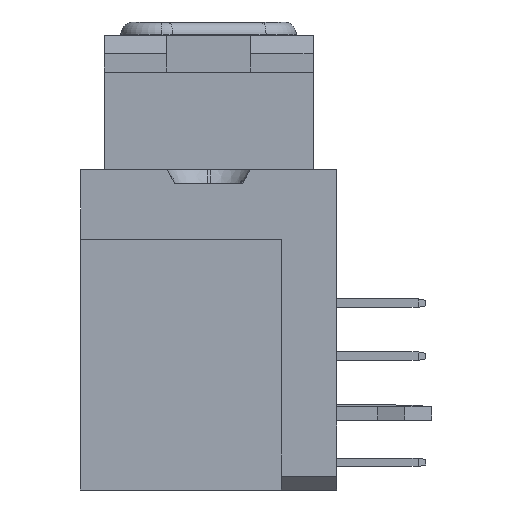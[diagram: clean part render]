
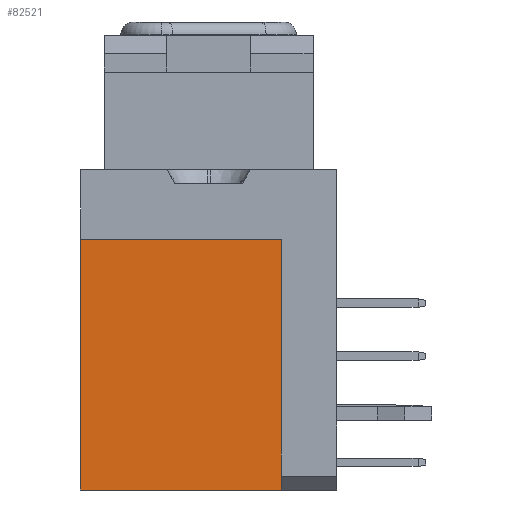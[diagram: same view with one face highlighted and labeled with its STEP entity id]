
A CAD part, left-side view. The second image highlights one B-rep face of the part: STEP entity #82521.
In plain terms, the highlighted planar face has unit normal (-1, 0, 0).
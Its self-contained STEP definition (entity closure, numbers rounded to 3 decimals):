
#4230 = LINE ( 'NONE', #87852, #20171 ) ;
#11592 = ORIENTED_EDGE ( 'NONE', *, *, #44340, .F. ) ;
#16700 = CARTESIAN_POINT ( 'NONE',  ( -26.033, 4.6, -7.8 ) ) ;
#18959 = CARTESIAN_POINT ( 'NONE',  ( -26.033, -2.6, -16.8 ) ) ;
#20171 = VECTOR ( 'NONE', #65671, 1000. ) ;
#20496 = DIRECTION ( 'NONE',  ( 0., 0., -1. ) ) ;
#21016 = EDGE_CURVE ( 'NONE', #38717, #73284, #34098, .T. ) ;
#25928 = FACE_OUTER_BOUND ( 'NONE', #86695, .T. ) ;
#30453 = VERTEX_POINT ( 'NONE', #18959 ) ;
#33678 = AXIS2_PLACEMENT_3D ( 'NONE', #66250, #56693, #33981 ) ;
#33981 = DIRECTION ( 'NONE',  ( 0., 0., -1. ) ) ;
#34098 = LINE ( 'NONE', #81465, #52437 ) ;
#36120 = DIRECTION ( 'NONE',  ( 0., -1., 0. ) ) ;
#37109 = CARTESIAN_POINT ( 'NONE',  ( -26.033, -2.6, -7.8 ) ) ;
#38717 = VERTEX_POINT ( 'NONE', #16700 ) ;
#44340 = EDGE_CURVE ( 'NONE', #70219, #30453, #4230, .T. ) ;
#49641 = ORIENTED_EDGE ( 'NONE', *, *, #21016, .T. ) ;
#52437 = VECTOR ( 'NONE', #20496, 1000. ) ;
#53160 = CARTESIAN_POINT ( 'NONE',  ( -26.033, -2.6, -7.8 ) ) ;
#54153 = DIRECTION ( 'NONE',  ( 0., -1., 0. ) ) ;
#56693 = DIRECTION ( 'NONE',  ( 1., 0., 0. ) ) ;
#58326 = EDGE_CURVE ( 'NONE', #38717, #70219, #78288, .T. ) ;
#61430 = CARTESIAN_POINT ( 'NONE',  ( -26.033, 4.6, -16.8 ) ) ;
#64747 = PLANE ( 'NONE',  #33678 ) ;
#65671 = DIRECTION ( 'NONE',  ( 0., 0., -1. ) ) ;
#66250 = CARTESIAN_POINT ( 'NONE',  ( -26.033, -2.6, -7.8 ) ) ;
#68164 = VECTOR ( 'NONE', #54153, 1000. ) ;
#70219 = VERTEX_POINT ( 'NONE', #37109 ) ;
#73284 = VERTEX_POINT ( 'NONE', #61430 ) ;
#75169 = ORIENTED_EDGE ( 'NONE', *, *, #58326, .F. ) ;
#76781 = ORIENTED_EDGE ( 'NONE', *, *, #80717, .T. ) ;
#78288 = LINE ( 'NONE', #53160, #68164 ) ;
#80717 = EDGE_CURVE ( 'NONE', #73284, #30453, #90032, .T. ) ;
#81465 = CARTESIAN_POINT ( 'NONE',  ( -26.033, 4.6, -7.8 ) ) ;
#81765 = VECTOR ( 'NONE', #36120, 1000. ) ;
#81973 = CARTESIAN_POINT ( 'NONE',  ( -26.033, -2.6, -16.8 ) ) ;
#82521 = ADVANCED_FACE ( 'NONE', ( #25928 ), #64747, .F. ) ;
#86695 = EDGE_LOOP ( 'NONE', ( #76781, #11592, #75169, #49641 ) ) ;
#87852 = CARTESIAN_POINT ( 'NONE',  ( -26.033, -2.6, -7.8 ) ) ;
#90032 = LINE ( 'NONE', #81973, #81765 ) ;
